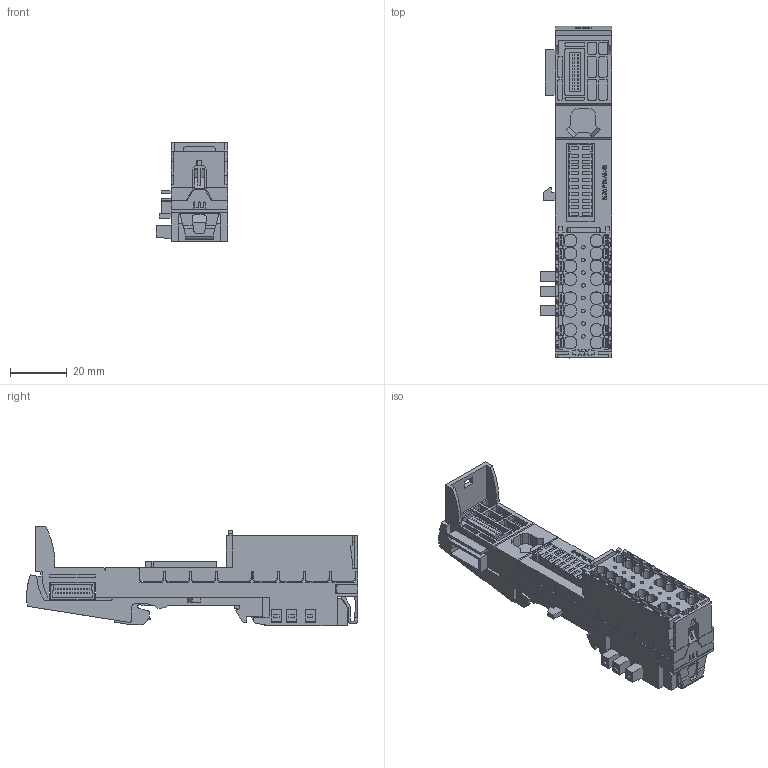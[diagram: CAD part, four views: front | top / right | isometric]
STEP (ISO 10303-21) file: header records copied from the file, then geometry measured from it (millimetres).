
FILE_DESCRIPTION(/* description */ (''),/* implementation_level */ '2;1');
FILE_NAME(/* name */ '6AG1193-6BP20-7BB1_3d.stp',/* time_stamp */ '2025-02-15T21:09:40+08:00',/* author */ (''),/* organization */ (''),/* preprocessor_version */ 'ST-DEVELOPER v18.102',/* originating_system */ 'SIEMENS PLM Software NX 2023',/* authorisation */ '');
FILE_SCHEMA (('AUTOMOTIVE_DESIGN { 1 0 10303 214 3 1 1 1 }'));
Products named in the file (3): A5E54373794A_RS-AA_001_1-labeling; A5E38701766A_RS-AA_003_2-box; A5E54373784A_RS-AA_001_1-CAx_6AG11936BP207BB1
Assembly tree (2 placements, depth 2):
  A5E54373784A_RS-AA_001_1-CAx_6AG11936BP207BB1
    A5E38701766A_RS-AA_003_2-box
    A5E54373794A_RS-AA_001_1-labeling
Bounding box: 25.41 x 117.31 x 35 mm (x, y, z)
Volume: 41152.2 mm3; surface area: 30313 mm2
Topology: 67 solids, 68 shells, 2837 faces, 7699 edges, 5109 vertices
Faces by surface type: plane 2270, cylinder 323, extrusion 244
Full cylindrical faces by diameter (mm): 1.3 x8
Entity records: 119622 total; most frequent: CARTESIAN_POINT 28113, ORIENTED_EDGE 15368, DIRECTION 13170, EDGE_CURVE 7684, VECTOR 6550, LINE 6306, VERTEX_POINT 5103, AXIS2_PLACEMENT_3D 3310
